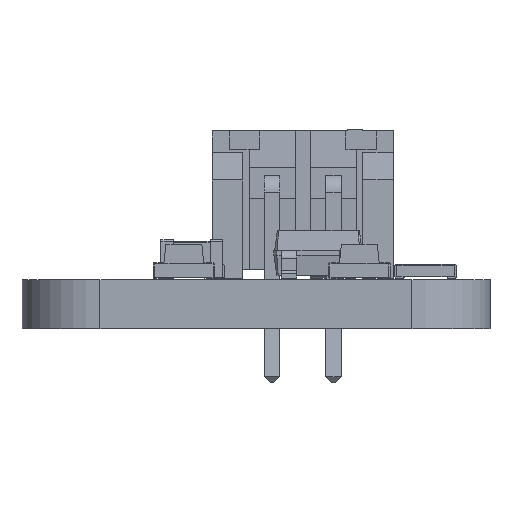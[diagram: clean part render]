
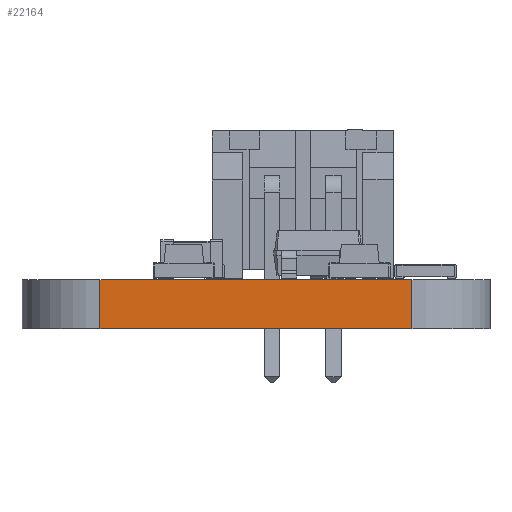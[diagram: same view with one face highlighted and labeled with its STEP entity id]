
A CAD part, left-side view. The second image highlights one B-rep face of the part: STEP entity #22164.
In plain terms, the highlighted planar face has unit normal (-1, 0, 0).
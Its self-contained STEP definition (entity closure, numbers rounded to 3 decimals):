
#21156 = PLANE('',#21157);
#21157 = AXIS2_PLACEMENT_3D('',#21158,#21159,#21160);
#21158 = CARTESIAN_POINT('',(148.501,-105.004,1.6));
#21159 = DIRECTION('',(-0.,-0.,-1.));
#21160 = DIRECTION('',(-1.,0.,0.));
#21210 = PLANE('',#21211);
#21211 = AXIS2_PLACEMENT_3D('',#21212,#21213,#21214);
#21212 = CARTESIAN_POINT('',(148.501,-105.004,0.));
#21213 = DIRECTION('',(-0.,-0.,-1.));
#21214 = DIRECTION('',(-1.,0.,0.));
#21423 = VERTEX_POINT('',#21424);
#21424 = CARTESIAN_POINT('',(140.246,-110.084,0.));
#21443 = CYLINDRICAL_SURFACE('',#21444,2.54);
#21444 = AXIS2_PLACEMENT_3D('',#21445,#21446,#21447);
#21445 = CARTESIAN_POINT('',(142.786,-110.084,0.));
#21446 = DIRECTION('',(-0.,-0.,-1.));
#21447 = DIRECTION('',(1.,0.,-0.));
#21455 = EDGE_CURVE('',#21423,#21456,#21458,.T.);
#21456 = VERTEX_POINT('',#21457);
#21457 = CARTESIAN_POINT('',(140.246,-99.924,0.));
#21458 = SURFACE_CURVE('',#21459,(#21463,#21470),.PCURVE_S1.);
#21459 = LINE('',#21460,#21461);
#21460 = CARTESIAN_POINT('',(140.246,-110.084,0.));
#21461 = VECTOR('',#21462,1.);
#21462 = DIRECTION('',(0.,1.,0.));
#21463 = PCURVE('',#21210,#21464);
#21464 = DEFINITIONAL_REPRESENTATION('',(#21465),#21469);
#21465 = LINE('',#21466,#21467);
#21466 = CARTESIAN_POINT('',(8.255,-5.08));
#21467 = VECTOR('',#21468,1.);
#21468 = DIRECTION('',(0.,1.));
#21469 = ( GEOMETRIC_REPRESENTATION_CONTEXT(2) 
PARAMETRIC_REPRESENTATION_CONTEXT() REPRESENTATION_CONTEXT('2D SPACE',''
  ) );
#21470 = PCURVE('',#21471,#21476);
#21471 = PLANE('',#21472);
#21472 = AXIS2_PLACEMENT_3D('',#21473,#21474,#21475);
#21473 = CARTESIAN_POINT('',(140.246,-110.084,0.));
#21474 = DIRECTION('',(-1.,0.,0.));
#21475 = DIRECTION('',(0.,1.,0.));
#21476 = DEFINITIONAL_REPRESENTATION('',(#21477),#21481);
#21477 = LINE('',#21478,#21479);
#21478 = CARTESIAN_POINT('',(0.,0.));
#21479 = VECTOR('',#21480,1.);
#21480 = DIRECTION('',(1.,0.));
#21481 = ( GEOMETRIC_REPRESENTATION_CONTEXT(2) 
PARAMETRIC_REPRESENTATION_CONTEXT() REPRESENTATION_CONTEXT('2D SPACE',''
  ) );
#21504 = CYLINDRICAL_SURFACE('',#21505,2.54);
#21505 = AXIS2_PLACEMENT_3D('',#21506,#21507,#21508);
#21506 = CARTESIAN_POINT('',(142.786,-99.924,0.));
#21507 = DIRECTION('',(-0.,-0.,-1.));
#21508 = DIRECTION('',(1.,0.,-0.));
#21777 = VERTEX_POINT('',#21778);
#21778 = CARTESIAN_POINT('',(140.246,-110.084,1.6));
#21804 = EDGE_CURVE('',#21777,#21805,#21807,.T.);
#21805 = VERTEX_POINT('',#21806);
#21806 = CARTESIAN_POINT('',(140.246,-99.924,1.6));
#21807 = SURFACE_CURVE('',#21808,(#21812,#21819),.PCURVE_S1.);
#21808 = LINE('',#21809,#21810);
#21809 = CARTESIAN_POINT('',(140.246,-110.084,1.6));
#21810 = VECTOR('',#21811,1.);
#21811 = DIRECTION('',(0.,1.,0.));
#21812 = PCURVE('',#21156,#21813);
#21813 = DEFINITIONAL_REPRESENTATION('',(#21814),#21818);
#21814 = LINE('',#21815,#21816);
#21815 = CARTESIAN_POINT('',(8.255,-5.08));
#21816 = VECTOR('',#21817,1.);
#21817 = DIRECTION('',(0.,1.));
#21818 = ( GEOMETRIC_REPRESENTATION_CONTEXT(2) 
PARAMETRIC_REPRESENTATION_CONTEXT() REPRESENTATION_CONTEXT('2D SPACE',''
  ) );
#21819 = PCURVE('',#21471,#21820);
#21820 = DEFINITIONAL_REPRESENTATION('',(#21821),#21825);
#21821 = LINE('',#21822,#21823);
#21822 = CARTESIAN_POINT('',(0.,-1.6));
#21823 = VECTOR('',#21824,1.);
#21824 = DIRECTION('',(1.,0.));
#21825 = ( GEOMETRIC_REPRESENTATION_CONTEXT(2) 
PARAMETRIC_REPRESENTATION_CONTEXT() REPRESENTATION_CONTEXT('2D SPACE',''
  ) );
#22116 = EDGE_CURVE('',#21456,#21805,#22117,.T.);
#22117 = SURFACE_CURVE('',#22118,(#22122,#22129),.PCURVE_S1.);
#22118 = LINE('',#22119,#22120);
#22119 = CARTESIAN_POINT('',(140.246,-99.924,0.));
#22120 = VECTOR('',#22121,1.);
#22121 = DIRECTION('',(0.,0.,1.));
#22122 = PCURVE('',#21504,#22123);
#22123 = DEFINITIONAL_REPRESENTATION('',(#22124),#22128);
#22124 = LINE('',#22125,#22126);
#22125 = CARTESIAN_POINT('',(-3.141,0.));
#22126 = VECTOR('',#22127,1.);
#22127 = DIRECTION('',(-0.,-1.));
#22128 = ( GEOMETRIC_REPRESENTATION_CONTEXT(2) 
PARAMETRIC_REPRESENTATION_CONTEXT() REPRESENTATION_CONTEXT('2D SPACE',''
  ) );
#22129 = PCURVE('',#21471,#22130);
#22130 = DEFINITIONAL_REPRESENTATION('',(#22131),#22135);
#22131 = LINE('',#22132,#22133);
#22132 = CARTESIAN_POINT('',(10.16,0.));
#22133 = VECTOR('',#22134,1.);
#22134 = DIRECTION('',(0.,-1.));
#22135 = ( GEOMETRIC_REPRESENTATION_CONTEXT(2) 
PARAMETRIC_REPRESENTATION_CONTEXT() REPRESENTATION_CONTEXT('2D SPACE',''
  ) );
#22141 = EDGE_CURVE('',#21423,#21777,#22142,.T.);
#22142 = SURFACE_CURVE('',#22143,(#22147,#22154),.PCURVE_S1.);
#22143 = LINE('',#22144,#22145);
#22144 = CARTESIAN_POINT('',(140.246,-110.084,0.));
#22145 = VECTOR('',#22146,1.);
#22146 = DIRECTION('',(0.,0.,1.));
#22147 = PCURVE('',#21443,#22148);
#22148 = DEFINITIONAL_REPRESENTATION('',(#22149),#22153);
#22149 = LINE('',#22150,#22151);
#22150 = CARTESIAN_POINT('',(-3.141,0.));
#22151 = VECTOR('',#22152,1.);
#22152 = DIRECTION('',(-0.,-1.));
#22153 = ( GEOMETRIC_REPRESENTATION_CONTEXT(2) 
PARAMETRIC_REPRESENTATION_CONTEXT() REPRESENTATION_CONTEXT('2D SPACE',''
  ) );
#22154 = PCURVE('',#21471,#22155);
#22155 = DEFINITIONAL_REPRESENTATION('',(#22156),#22160);
#22156 = LINE('',#22157,#22158);
#22157 = CARTESIAN_POINT('',(0.,0.));
#22158 = VECTOR('',#22159,1.);
#22159 = DIRECTION('',(0.,-1.));
#22160 = ( GEOMETRIC_REPRESENTATION_CONTEXT(2) 
PARAMETRIC_REPRESENTATION_CONTEXT() REPRESENTATION_CONTEXT('2D SPACE',''
  ) );
#22164 = ADVANCED_FACE('',(#22165),#21471,.T.);
#22165 = FACE_BOUND('',#22166,.T.);
#22166 = EDGE_LOOP('',(#22167,#22168,#22169,#22170));
#22167 = ORIENTED_EDGE('',*,*,#22141,.T.);
#22168 = ORIENTED_EDGE('',*,*,#21804,.T.);
#22169 = ORIENTED_EDGE('',*,*,#22116,.F.);
#22170 = ORIENTED_EDGE('',*,*,#21455,.F.);
